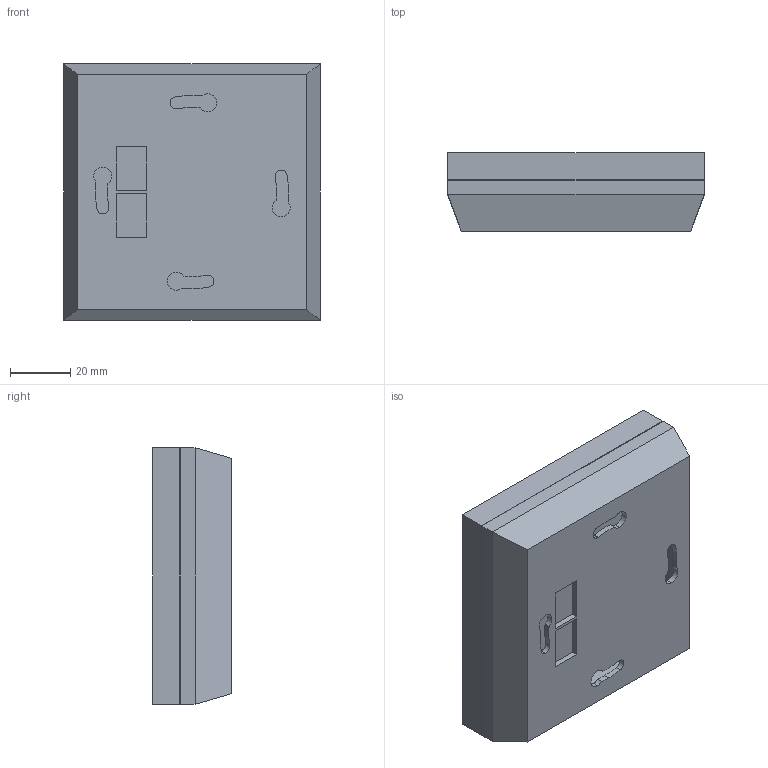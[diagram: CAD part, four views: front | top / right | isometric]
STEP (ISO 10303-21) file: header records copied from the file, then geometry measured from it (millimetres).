
FILE_DESCRIPTION (( 'STEP AP214' ), '1' );
FILE_NAME ('TSI-1-NTC10K Äàò÷èê òåìïåðàòóðû äëÿ ïîìåùåíèé NTC10K.STEP', '2020-08-12T10:53:20', ( '' ), ( '' ), 'SwSTEP 2.0', 'SolidWorks 2017', '' );
FILE_SCHEMA (( 'AUTOMOTIVE_DESIGN' ));
Length unit declared in the file: millimetre
Products named in the file (1): TSI-1-NTC10K Äàò÷èê òåìïåðàòóðû äëÿ ïîìåùåíèé NTC10K
Bounding box: 85 x 26 x 85 mm (x, y, z)
Volume: 92231.6 mm3; surface area: 41780.3 mm2
Topology: 2 solids, 2 shells, 111 faces, 275 edges, 182 vertices
Faces by surface type: plane 78, cylinder 33
Entity records: 3350 total; most frequent: CARTESIAN_POINT 569, DIRECTION 565, ORIENTED_EDGE 550, EDGE_CURVE 275, LINE 209, VECTOR 209, VERTEX_POINT 182, AXIS2_PLACEMENT_3D 178
